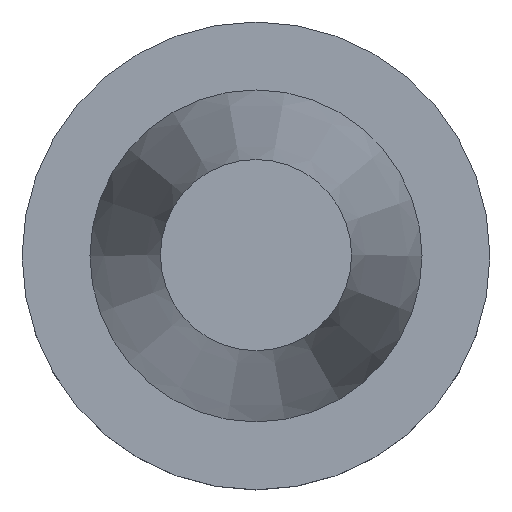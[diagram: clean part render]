
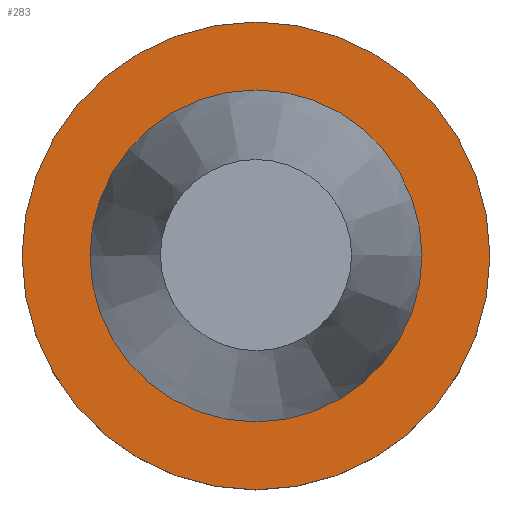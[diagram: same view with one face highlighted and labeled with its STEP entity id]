
A CAD part, top view. The second image highlights one B-rep face of the part: STEP entity #283.
In plain terms, the highlighted planar face has unit normal (0, 0, 1).
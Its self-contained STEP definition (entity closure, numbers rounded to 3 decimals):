
#35 = CARTESIAN_POINT ( 'NONE',  ( 34.925, 0., -1.5 ) ) ;
#49 = FACE_OUTER_BOUND ( 'NONE', #75, .T. ) ;
#66 = DIRECTION ( 'NONE',  ( 1., 0., 0. ) ) ;
#67 = DIRECTION ( 'NONE',  ( 0., 0., 1. ) ) ;
#75 = EDGE_LOOP ( 'NONE', ( #363 ) ) ;
#79 = FACE_BOUND ( 'NONE', #276, .T. ) ;
#95 = DIRECTION ( 'NONE',  ( 1., 0., 0. ) ) ;
#104 = CIRCLE ( 'NONE', #366, 34.925 ) ;
#123 = CIRCLE ( 'NONE', #181, 49.215 ) ;
#128 = VERTEX_POINT ( 'NONE', #307 ) ;
#140 = AXIS2_PLACEMENT_3D ( 'NONE', #295, #170, #265 ) ;
#141 = PLANE ( 'NONE',  #140 ) ;
#170 = DIRECTION ( 'NONE',  ( 0., 0., -1. ) ) ;
#181 = AXIS2_PLACEMENT_3D ( 'NONE', #340, #191, #66 ) ;
#183 = EDGE_CURVE ( 'NONE', #257, #257, #104, .T. ) ;
#191 = DIRECTION ( 'NONE',  ( 0., 0., 1. ) ) ;
#207 = EDGE_CURVE ( 'NONE', #128, #128, #123, .T. ) ;
#212 = ORIENTED_EDGE ( 'NONE', *, *, #183, .F. ) ;
#257 = VERTEX_POINT ( 'NONE', #35 ) ;
#265 = DIRECTION ( 'NONE',  ( -1., 0., 0. ) ) ;
#276 = EDGE_LOOP ( 'NONE', ( #212 ) ) ;
#283 = ADVANCED_FACE ( 'NONE', ( #79, #49 ), #141, .F. ) ;
#285 = CARTESIAN_POINT ( 'NONE',  ( 0., 0., -1.5 ) ) ;
#295 = CARTESIAN_POINT ( 'NONE',  ( 0., 49.215, -1.5 ) ) ;
#307 = CARTESIAN_POINT ( 'NONE',  ( 49.215, 0., -1.5 ) ) ;
#340 = CARTESIAN_POINT ( 'NONE',  ( 0., 0., -1.5 ) ) ;
#363 = ORIENTED_EDGE ( 'NONE', *, *, #207, .T. ) ;
#366 = AXIS2_PLACEMENT_3D ( 'NONE', #285, #67, #95 ) ;
